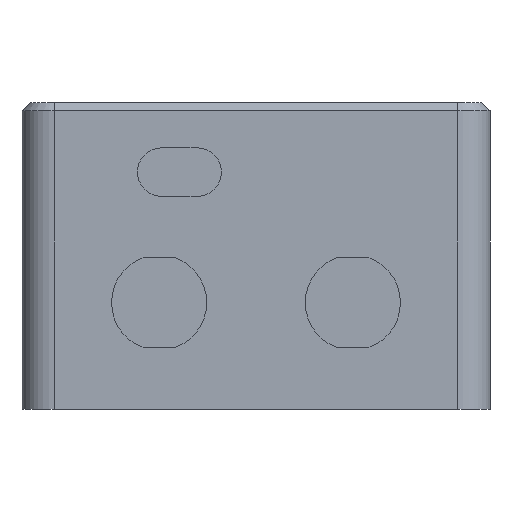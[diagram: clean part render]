
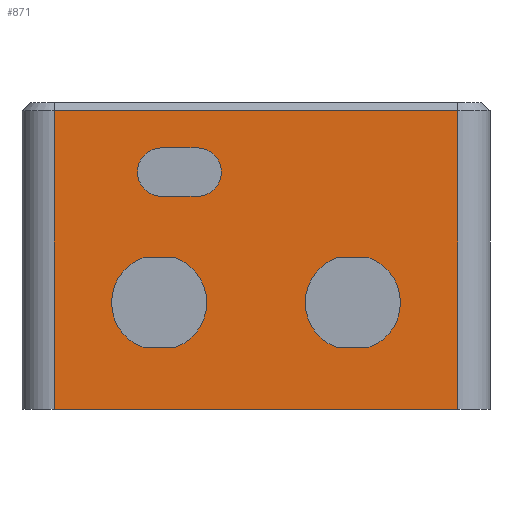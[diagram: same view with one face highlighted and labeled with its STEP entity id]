
A CAD part, front view. The second image highlights one B-rep face of the part: STEP entity #871.
In plain terms, the highlighted planar face has unit normal (0, -1, 0).
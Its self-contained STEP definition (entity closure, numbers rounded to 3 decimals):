
#597 = EDGE_CURVE('',#598,#600,#602,.T.);
#598 = VERTEX_POINT('',#599);
#599 = CARTESIAN_POINT('',(-25.,-47.,0.));
#600 = VERTEX_POINT('',#601);
#601 = CARTESIAN_POINT('',(25.,-47.,0.));
#602 = LINE('',#603,#604);
#603 = CARTESIAN_POINT('',(-25.,-47.,0.));
#604 = VECTOR('',#605,1.);
#605 = DIRECTION('',(1.,0.,0.));
#871 = ADVANCED_FACE('',(#872,#897,#933,#969),#1005,.F.);
#872 = FACE_BOUND('',#873,.F.);
#873 = EDGE_LOOP('',(#874,#882,#890,#896));
#874 = ORIENTED_EDGE('',*,*,#875,.T.);
#875 = EDGE_CURVE('',#598,#876,#878,.T.);
#876 = VERTEX_POINT('',#877);
#877 = CARTESIAN_POINT('',(-25.,-47.,37.));
#878 = LINE('',#879,#880);
#879 = CARTESIAN_POINT('',(-25.,-47.,0.));
#880 = VECTOR('',#881,1.);
#881 = DIRECTION('',(0.,0.,1.));
#882 = ORIENTED_EDGE('',*,*,#883,.T.);
#883 = EDGE_CURVE('',#876,#884,#886,.T.);
#884 = VERTEX_POINT('',#885);
#885 = CARTESIAN_POINT('',(25.,-47.,37.));
#886 = LINE('',#887,#888);
#887 = CARTESIAN_POINT('',(-25.,-47.,37.));
#888 = VECTOR('',#889,1.);
#889 = DIRECTION('',(1.,0.,0.));
#890 = ORIENTED_EDGE('',*,*,#891,.F.);
#891 = EDGE_CURVE('',#600,#884,#892,.T.);
#892 = LINE('',#893,#894);
#893 = CARTESIAN_POINT('',(25.,-47.,0.));
#894 = VECTOR('',#895,1.);
#895 = DIRECTION('',(0.,0.,1.));
#896 = ORIENTED_EDGE('',*,*,#597,.F.);
#897 = FACE_BOUND('',#898,.F.);
#898 = EDGE_LOOP('',(#899,#910,#918,#927));
#899 = ORIENTED_EDGE('',*,*,#900,.F.);
#900 = EDGE_CURVE('',#901,#903,#905,.T.);
#901 = VERTEX_POINT('',#902);
#902 = CARTESIAN_POINT('',(-11.7,-47.,26.4));
#903 = VERTEX_POINT('',#904);
#904 = CARTESIAN_POINT('',(-11.7,-47.,32.4));
#905 = CIRCLE('',#906,3.);
#906 = AXIS2_PLACEMENT_3D('',#907,#908,#909);
#907 = CARTESIAN_POINT('',(-11.7,-47.,29.4));
#908 = DIRECTION('',(0.,1.,0.));
#909 = DIRECTION('',(1.,0.,0.));
#910 = ORIENTED_EDGE('',*,*,#911,.T.);
#911 = EDGE_CURVE('',#901,#912,#914,.T.);
#912 = VERTEX_POINT('',#913);
#913 = CARTESIAN_POINT('',(-7.3,-47.,26.4));
#914 = LINE('',#915,#916);
#915 = CARTESIAN_POINT('',(-18.35,-47.,26.4));
#916 = VECTOR('',#917,1.);
#917 = DIRECTION('',(1.,0.,0.));
#918 = ORIENTED_EDGE('',*,*,#919,.F.);
#919 = EDGE_CURVE('',#920,#912,#922,.T.);
#920 = VERTEX_POINT('',#921);
#921 = CARTESIAN_POINT('',(-7.3,-47.,32.4));
#922 = CIRCLE('',#923,3.);
#923 = AXIS2_PLACEMENT_3D('',#924,#925,#926);
#924 = CARTESIAN_POINT('',(-7.3,-47.,29.4));
#925 = DIRECTION('',(0.,1.,0.));
#926 = DIRECTION('',(1.,0.,0.));
#927 = ORIENTED_EDGE('',*,*,#928,.F.);
#928 = EDGE_CURVE('',#903,#920,#929,.T.);
#929 = LINE('',#930,#931);
#930 = CARTESIAN_POINT('',(-18.35,-47.,32.4));
#931 = VECTOR('',#932,1.);
#932 = DIRECTION('',(1.,0.,0.));
#933 = FACE_BOUND('',#934,.F.);
#934 = EDGE_LOOP('',(#935,#946,#954,#963));
#935 = ORIENTED_EDGE('',*,*,#936,.F.);
#936 = EDGE_CURVE('',#937,#939,#941,.T.);
#937 = VERTEX_POINT('',#938);
#938 = CARTESIAN_POINT('',(-9.998,-47.,18.764));
#939 = VERTEX_POINT('',#940);
#940 = CARTESIAN_POINT('',(-9.998,-47.,7.664));
#941 = CIRCLE('',#942,5.9);
#942 = AXIS2_PLACEMENT_3D('',#943,#944,#945);
#943 = CARTESIAN_POINT('',(-12.,-47.,13.214));
#944 = DIRECTION('',(0.,1.,0.));
#945 = DIRECTION('',(-1.,0.,0.));
#946 = ORIENTED_EDGE('',*,*,#947,.T.);
#947 = EDGE_CURVE('',#937,#948,#950,.T.);
#948 = VERTEX_POINT('',#949);
#949 = CARTESIAN_POINT('',(-14.002,-47.,18.764));
#950 = LINE('',#951,#952);
#951 = CARTESIAN_POINT('',(-17.499,-47.,18.764));
#952 = VECTOR('',#953,1.);
#953 = DIRECTION('',(-1.,0.,0.));
#954 = ORIENTED_EDGE('',*,*,#955,.F.);
#955 = EDGE_CURVE('',#956,#948,#958,.T.);
#956 = VERTEX_POINT('',#957);
#957 = CARTESIAN_POINT('',(-14.002,-47.,7.664));
#958 = CIRCLE('',#959,5.9);
#959 = AXIS2_PLACEMENT_3D('',#960,#961,#962);
#960 = CARTESIAN_POINT('',(-12.,-47.,13.214));
#961 = DIRECTION('',(0.,1.,0.));
#962 = DIRECTION('',(-1.,0.,0.));
#963 = ORIENTED_EDGE('',*,*,#964,.T.);
#964 = EDGE_CURVE('',#956,#939,#965,.T.);
#965 = LINE('',#966,#967);
#966 = CARTESIAN_POINT('',(-19.501,-47.,7.664));
#967 = VECTOR('',#968,1.);
#968 = DIRECTION('',(1.,0.,0.));
#969 = FACE_BOUND('',#970,.F.);
#970 = EDGE_LOOP('',(#971,#982,#990,#999));
#971 = ORIENTED_EDGE('',*,*,#972,.F.);
#972 = EDGE_CURVE('',#973,#975,#977,.T.);
#973 = VERTEX_POINT('',#974);
#974 = CARTESIAN_POINT('',(14.002,-47.,18.764));
#975 = VERTEX_POINT('',#976);
#976 = CARTESIAN_POINT('',(14.002,-47.,7.664));
#977 = CIRCLE('',#978,5.9);
#978 = AXIS2_PLACEMENT_3D('',#979,#980,#981);
#979 = CARTESIAN_POINT('',(12.,-47.,13.214));
#980 = DIRECTION('',(0.,1.,0.));
#981 = DIRECTION('',(-1.,0.,0.));
#982 = ORIENTED_EDGE('',*,*,#983,.T.);
#983 = EDGE_CURVE('',#973,#984,#986,.T.);
#984 = VERTEX_POINT('',#985);
#985 = CARTESIAN_POINT('',(9.998,-47.,18.764));
#986 = LINE('',#987,#988);
#987 = CARTESIAN_POINT('',(-5.499,-47.,18.764));
#988 = VECTOR('',#989,1.);
#989 = DIRECTION('',(-1.,0.,0.));
#990 = ORIENTED_EDGE('',*,*,#991,.F.);
#991 = EDGE_CURVE('',#992,#984,#994,.T.);
#992 = VERTEX_POINT('',#993);
#993 = CARTESIAN_POINT('',(9.998,-47.,7.664));
#994 = CIRCLE('',#995,5.9);
#995 = AXIS2_PLACEMENT_3D('',#996,#997,#998);
#996 = CARTESIAN_POINT('',(12.,-47.,13.214));
#997 = DIRECTION('',(0.,1.,0.));
#998 = DIRECTION('',(-1.,0.,0.));
#999 = ORIENTED_EDGE('',*,*,#1000,.T.);
#1000 = EDGE_CURVE('',#992,#975,#1001,.T.);
#1001 = LINE('',#1002,#1003);
#1002 = CARTESIAN_POINT('',(-7.501,-47.,7.664));
#1003 = VECTOR('',#1004,1.);
#1004 = DIRECTION('',(1.,0.,0.));
#1005 = PLANE('',#1006);
#1006 = AXIS2_PLACEMENT_3D('',#1007,#1008,#1009);
#1007 = CARTESIAN_POINT('',(-25.,-47.,0.));
#1008 = DIRECTION('',(0.,1.,0.));
#1009 = DIRECTION('',(1.,0.,0.));
